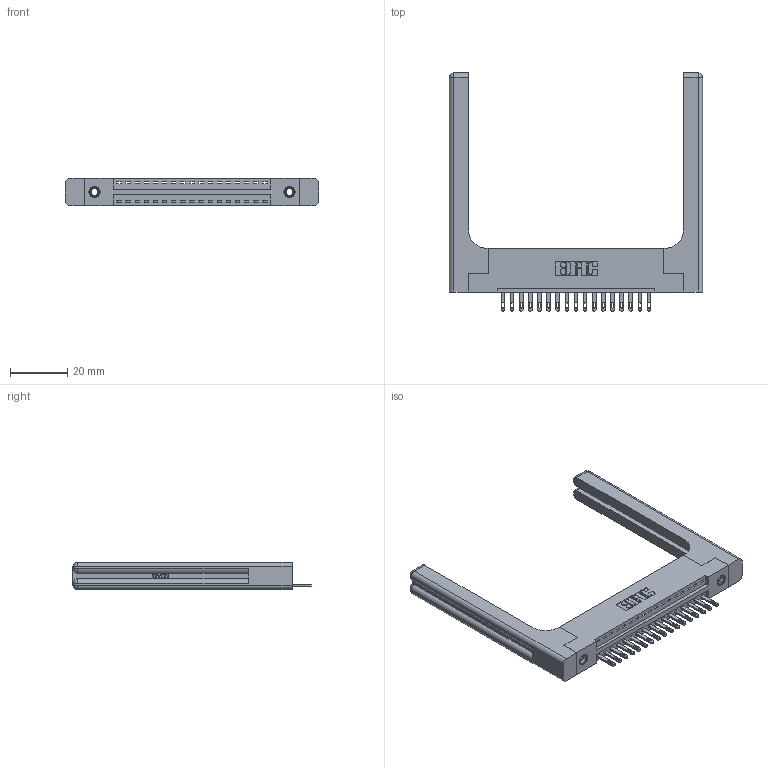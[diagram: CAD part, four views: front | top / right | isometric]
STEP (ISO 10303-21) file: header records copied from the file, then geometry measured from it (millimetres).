
FILE_DESCRIPTION (( 'STEP AP203' ), '1' );
FILE_NAME ('346-017-500-158.STEP', '2022-05-05T11:26:02', ( '' ), ( '' ), 'SwSTEP 2.0', 'SolidWorks 2020', '' );
FILE_SCHEMA (( 'CONFIG_CONTROL_DESIGN' ));
Length unit declared in the file: inch
Products named in the file (5): 346-017-500-158; 346 Part_Flush Mounting Lugs - 0.156 Dia-TH; 346-220-058_345-220-058; 345-292-001_345-293-100; 345-250-001_345-250-001-102
Assembly tree (22 placements, depth 2):
  346-017-500-158
    346 Part_Flush Mounting Lugs - 0.156 Dia-TH
    345-292-001_345-293-100  x17
    345-250-001_345-250-001-102  x2
    346-220-058_345-220-058  x2
Bounding box: 88.04 x 82.8 x 9.4 mm (x, y, z)
Volume: 15765.6 mm3; surface area: 15279.6 mm2
Topology: 22 solids, 22 shells, 1310 faces, 3887 edges, 2570 vertices
Faces by surface type: plane 816, cylinder 434, bspline 36, cone 12, sphere 8, torus 4
Entity records: 19444 total; most frequent: CARTESIAN_POINT 4322, ORIENTED_EDGE 3068, DIRECTION 2776, EDGE_CURVE 1534, VECTOR 1238, LINE 1238, VERTEX_POINT 1014, AXIS2_PLACEMENT_3D 769
